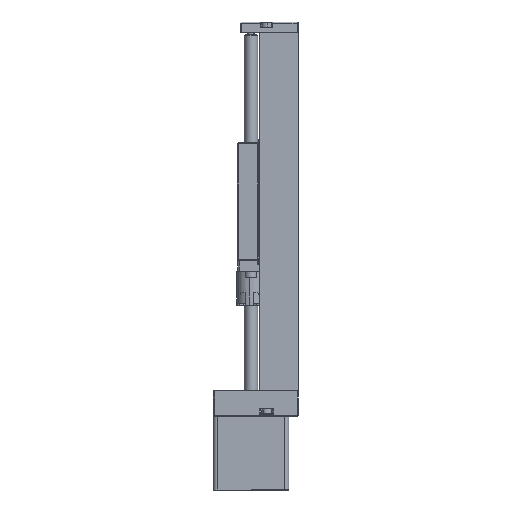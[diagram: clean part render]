
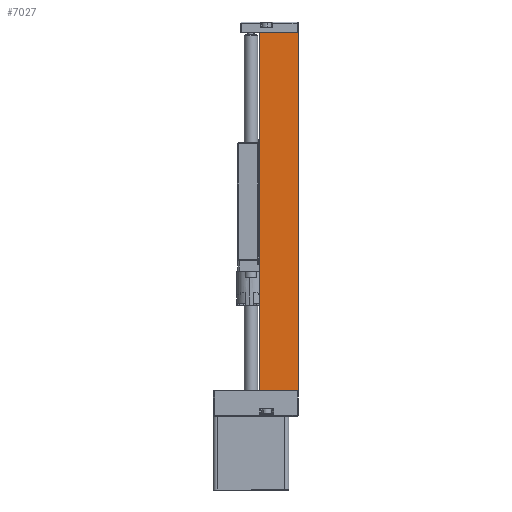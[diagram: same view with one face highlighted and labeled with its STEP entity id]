
A CAD part, left-side view. The second image highlights one B-rep face of the part: STEP entity #7027.
In plain terms, the highlighted planar face has unit normal (-1, 0, 0).
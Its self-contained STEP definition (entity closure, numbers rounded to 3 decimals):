
#61 = CARTESIAN_POINT ( 'NONE',  ( -21.755, 5., 167. ) ) ;
#1795 = LINE ( 'NONE', #29904, #8609 ) ;
#2012 = DIRECTION ( 'NONE',  ( 0., -1., 0. ) ) ;
#4574 = LINE ( 'NONE', #5417, #41429 ) ;
#5417 = CARTESIAN_POINT ( 'NONE',  ( -21.755, 0., 167. ) ) ;
#7027 = ADVANCED_FACE ( 'NONE', ( #18961 ), #12436, .F. ) ;
#8609 = VECTOR ( 'NONE', #2012, 1000. ) ;
#9053 = EDGE_CURVE ( 'NONE', #31977, #23662, #15276, .T. ) ;
#9230 = ORIENTED_EDGE ( 'NONE', *, *, #38254, .T. ) ;
#9890 = DIRECTION ( 'NONE',  ( 0., 0., -1. ) ) ;
#10022 = CARTESIAN_POINT ( 'NONE',  ( -21.755, 0., 167. ) ) ;
#12436 = PLANE ( 'NONE',  #19288 ) ;
#14325 = EDGE_CURVE ( 'NONE', #18616, #31977, #4574, .T. ) ;
#14591 = EDGE_LOOP ( 'NONE', ( #9230, #28461, #35535, #18933 ) ) ;
#15276 = LINE ( 'NONE', #33775, #37573 ) ;
#18616 = VERTEX_POINT ( 'NONE', #19796 ) ;
#18933 = ORIENTED_EDGE ( 'NONE', *, *, #37888, .T. ) ;
#18961 = FACE_OUTER_BOUND ( 'NONE', #14591, .T. ) ;
#19288 = AXIS2_PLACEMENT_3D ( 'NONE', #61, #32355, #9890 ) ;
#19796 = CARTESIAN_POINT ( 'NONE',  ( -21.755, 18.5, 167. ) ) ;
#23662 = VERTEX_POINT ( 'NONE', #40466 ) ;
#23707 = LINE ( 'NONE', #27438, #36708 ) ;
#24346 = DIRECTION ( 'NONE',  ( 0., 0., -1. ) ) ;
#27438 = CARTESIAN_POINT ( 'NONE',  ( -21.755, 18.5, 167. ) ) ;
#27655 = DIRECTION ( 'NONE',  ( 0., 0., -1. ) ) ;
#28461 = ORIENTED_EDGE ( 'NONE', *, *, #9053, .F. ) ;
#29904 = CARTESIAN_POINT ( 'NONE',  ( -21.755, 5., 0. ) ) ;
#30385 = DIRECTION ( 'NONE',  ( 0., -1., 0. ) ) ;
#31977 = VERTEX_POINT ( 'NONE', #10022 ) ;
#32355 = DIRECTION ( 'NONE',  ( 1., 0., 0. ) ) ;
#33775 = CARTESIAN_POINT ( 'NONE',  ( -21.755, 0., 167. ) ) ;
#35273 = CARTESIAN_POINT ( 'NONE',  ( -21.755, 18.5, 0. ) ) ;
#35535 = ORIENTED_EDGE ( 'NONE', *, *, #14325, .F. ) ;
#36708 = VECTOR ( 'NONE', #27655, 1000. ) ;
#37573 = VECTOR ( 'NONE', #24346, 1000. ) ;
#37888 = EDGE_CURVE ( 'NONE', #18616, #40451, #23707, .T. ) ;
#38254 = EDGE_CURVE ( 'NONE', #40451, #23662, #1795, .T. ) ;
#40451 = VERTEX_POINT ( 'NONE', #35273 ) ;
#40466 = CARTESIAN_POINT ( 'NONE',  ( -21.755, 0., 0. ) ) ;
#41429 = VECTOR ( 'NONE', #30385, 1000. ) ;
